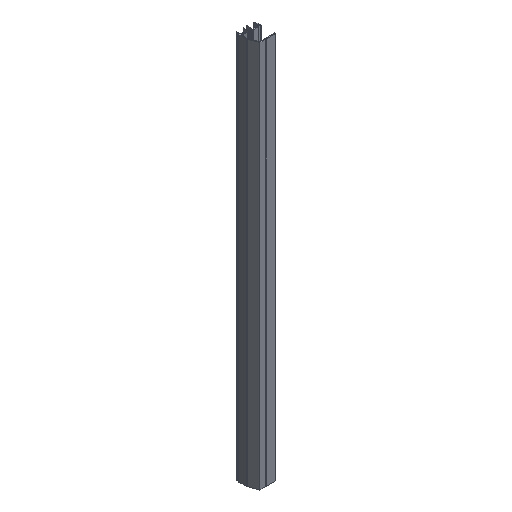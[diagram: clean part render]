
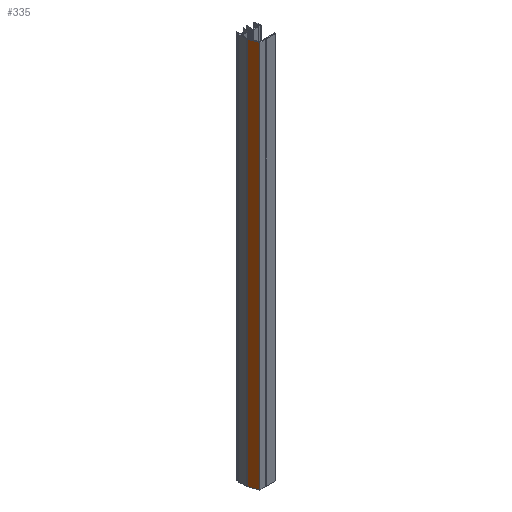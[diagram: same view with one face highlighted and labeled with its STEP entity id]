
A CAD part, isometric view. The second image highlights one B-rep face of the part: STEP entity #335.
In plain terms, the highlighted planar face has unit normal (-0.94, -0.342, 0).
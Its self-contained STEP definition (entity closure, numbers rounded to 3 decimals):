
#188 = DIRECTION ( 'NONE',  ( 0., 0., -1. ) ) ;
#205 = VECTOR ( 'NONE', #759, 1000. ) ;
#260 = EDGE_CURVE ( 'NONE', #2848, #3156, #454, .T. ) ;
#335 = ADVANCED_FACE ( 'NONE', ( #1402 ), #2580, .F. ) ;
#401 = DIRECTION ( 'NONE',  ( 0.342, -0.94, 0. ) ) ;
#454 = LINE ( 'NONE', #3633, #3198 ) ;
#759 = DIRECTION ( 'NONE',  ( 0., 0., -1. ) ) ;
#1005 = VERTEX_POINT ( 'NONE', #3145 ) ;
#1402 = FACE_OUTER_BOUND ( 'NONE', #3114, .T. ) ;
#1436 = DIRECTION ( 'NONE',  ( 0.94, 0.342, 0. ) ) ;
#1459 = ORIENTED_EDGE ( 'NONE', *, *, #3207, .T. ) ;
#1711 = CARTESIAN_POINT ( 'NONE',  ( -16.072, -74.803, 1000. ) ) ;
#1771 = ORIENTED_EDGE ( 'NONE', *, *, #260, .F. ) ;
#1783 = VECTOR ( 'NONE', #3609, 1000. ) ;
#1807 = VERTEX_POINT ( 'NONE', #3140 ) ;
#1872 = LINE ( 'NONE', #2458, #1783 ) ;
#1881 = CARTESIAN_POINT ( 'NONE',  ( -24.698, -51.101, 0. ) ) ;
#1936 = CARTESIAN_POINT ( 'NONE',  ( -24.698, -51.101, 1000. ) ) ;
#2027 = DIRECTION ( 'NONE',  ( -0.342, 0.94, 0. ) ) ;
#2075 = AXIS2_PLACEMENT_3D ( 'NONE', #3422, #1436, #2027 ) ;
#2110 = ORIENTED_EDGE ( 'NONE', *, *, #2523, .T. ) ;
#2132 = EDGE_CURVE ( 'NONE', #1807, #2848, #1872, .T. ) ;
#2458 = CARTESIAN_POINT ( 'NONE',  ( -24.698, -51.101, 1000. ) ) ;
#2523 = EDGE_CURVE ( 'NONE', #1807, #1005, #3333, .T. ) ;
#2580 = PLANE ( 'NONE',  #2075 ) ;
#2756 = ORIENTED_EDGE ( 'NONE', *, *, #2132, .F. ) ;
#2848 = VERTEX_POINT ( 'NONE', #1711 ) ;
#2879 = VECTOR ( 'NONE', #401, 1000. ) ;
#2975 = LINE ( 'NONE', #1881, #2879 ) ;
#3114 = EDGE_LOOP ( 'NONE', ( #1459, #1771, #2756, #2110 ) ) ;
#3140 = CARTESIAN_POINT ( 'NONE',  ( -24.698, -51.101, 1000. ) ) ;
#3145 = CARTESIAN_POINT ( 'NONE',  ( -24.698, -51.101, 0. ) ) ;
#3156 = VERTEX_POINT ( 'NONE', #3279 ) ;
#3198 = VECTOR ( 'NONE', #188, 1000. ) ;
#3207 = EDGE_CURVE ( 'NONE', #1005, #3156, #2975, .T. ) ;
#3279 = CARTESIAN_POINT ( 'NONE',  ( -16.072, -74.803, 0. ) ) ;
#3333 = LINE ( 'NONE', #1936, #205 ) ;
#3422 = CARTESIAN_POINT ( 'NONE',  ( -24.698, -51.101, 1000. ) ) ;
#3609 = DIRECTION ( 'NONE',  ( 0.342, -0.94, 0. ) ) ;
#3633 = CARTESIAN_POINT ( 'NONE',  ( -16.072, -74.803, 1000. ) ) ;
